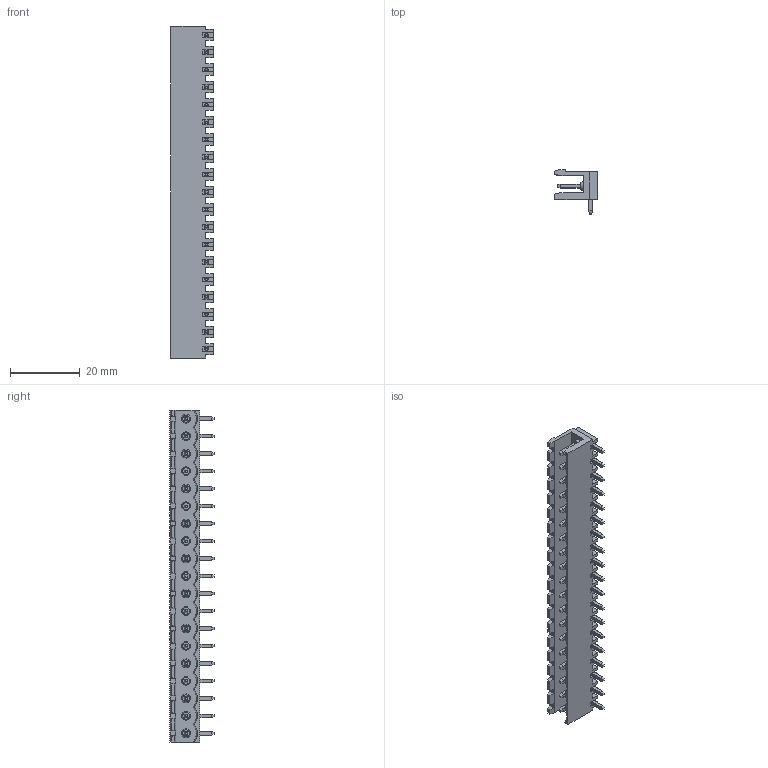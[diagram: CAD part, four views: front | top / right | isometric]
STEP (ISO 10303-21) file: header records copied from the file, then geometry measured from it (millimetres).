
FILE_DESCRIPTION(('STEP AP214'),'1');
FILE_NAME('PV19-5-H.stp','2021-03-31T16:04:00',(' '),(' '),'Spatial InterOp 3D',' ',' ');
FILE_SCHEMA(('automotive_design'));
Length unit declared in the file: metre
Products named in the file (1): 1
Bounding box: 12.2 x 12.6 x 95 mm (x, y, z)
Volume: 4138.2 mm3; surface area: 7920.7 mm2
Topology: 1 solids, 1 shells, 989 faces, 2477 edges, 1569 vertices
Faces by surface type: plane 908, cylinder 42, cone 38, extrusion 1
Entity records: 36408 total; most frequent: CARTESIAN_POINT 5111, ORIENTED_EDGE 4878, DIRECTION 4519, EDGE_CURVE 2439, VECTOR 2259, LINE 2258, VERTEX_POINT 1550, AXIS2_PLACEMENT_3D 1130
